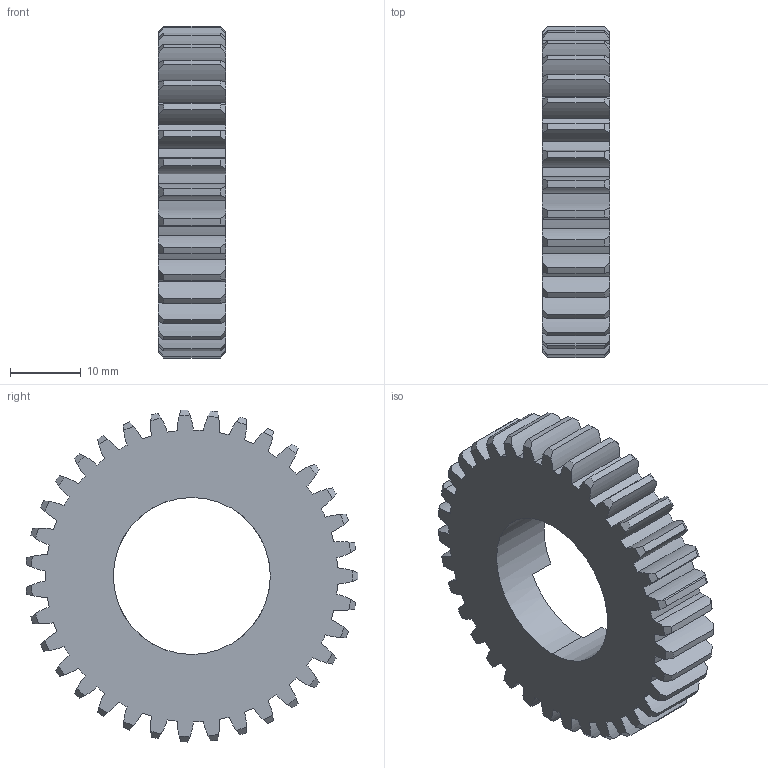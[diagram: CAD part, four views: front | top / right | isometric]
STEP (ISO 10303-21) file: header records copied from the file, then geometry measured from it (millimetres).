
FILE_DESCRIPTION (( 'STEP AP214' ), '1' );
FILE_NAME ('am-0023 Small Output Gear, 35 Tooth.STEP', '2018-06-15T17:08:58', ( '' ), ( '' ), 'SwSTEP 2.0', 'SolidWorks 2017', '' );
FILE_SCHEMA (( 'AUTOMOTIVE_DESIGN' ));
Length unit declared in the file: inch
Products named in the file (1): am-0023 Small Output Gear, 35 Tooth
Bounding box: 9.53 x 46.93 x 46.98 mm (x, y, z)
Volume: 9385.5 mm3; surface area: 5852.1 mm2
Topology: 1 solids, 1 shells, 238 faces, 708 edges, 472 vertices
Faces by surface type: cylinder 157, cone 70, plane 11
Entity records: 8555 total; most frequent: CARTESIAN_POINT 1845, DIRECTION 1432, ORIENTED_EDGE 1416, EDGE_CURVE 708, AXIS2_PLACEMENT_3D 627, VERTEX_POINT 472, CIRCLE 388, EDGE_LOOP 240
